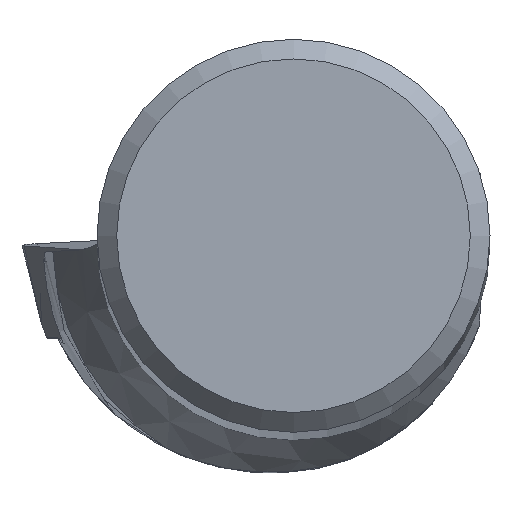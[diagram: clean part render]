
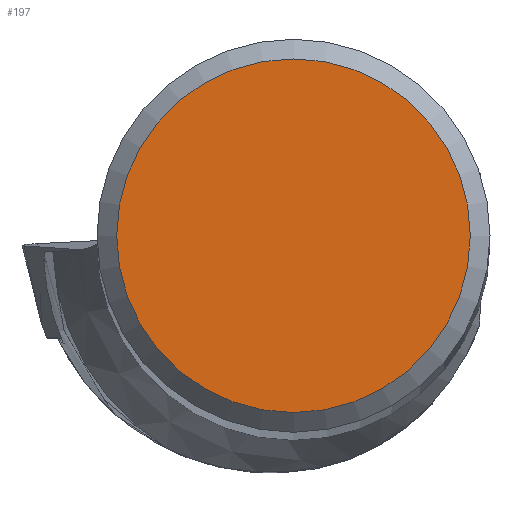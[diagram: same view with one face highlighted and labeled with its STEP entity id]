
A CAD part, top view. The second image highlights one B-rep face of the part: STEP entity #197.
In plain terms, the highlighted planar face has unit normal (0, 0, 1).
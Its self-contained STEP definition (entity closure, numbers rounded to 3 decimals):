
#157=FACE_OUTER_BOUND('',#403,.T.);
#197=ADVANCED_FACE('',(#157),#225,.T.);
#225=PLANE('',#950);
#403=EDGE_LOOP('',(#531));
#531=ORIENTED_EDGE('',*,*,#774,.T.);
#686=VERTEX_POINT('',#1472);
#774=EDGE_CURVE('',#686,#686,#831,.T.);
#831=CIRCLE('',#949,4.494);
#949=AXIS2_PLACEMENT_3D('',#1471,#1107,#1108);
#950=AXIS2_PLACEMENT_3D('',#1473,#1109,#1110);
#1107=DIRECTION('',(0.,0.,1.));
#1108=DIRECTION('',(1.,0.,0.));
#1109=DIRECTION('',(0.,0.,1.));
#1110=DIRECTION('',(1.,0.,0.));
#1471=CARTESIAN_POINT('',(0.,0.,0.));
#1472=CARTESIAN_POINT('',(4.494,0.,0.));
#1473=CARTESIAN_POINT('',(0.,0.,
0.));
